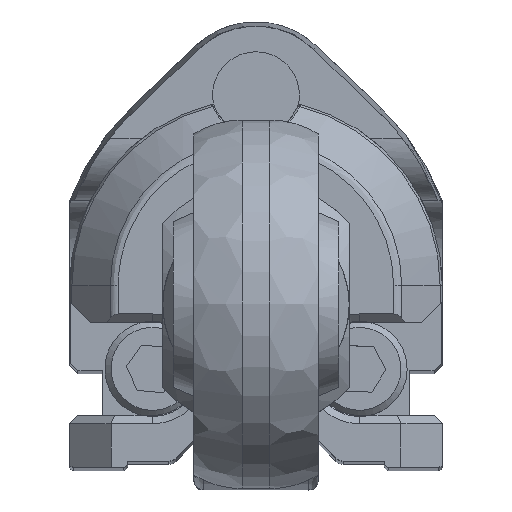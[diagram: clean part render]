
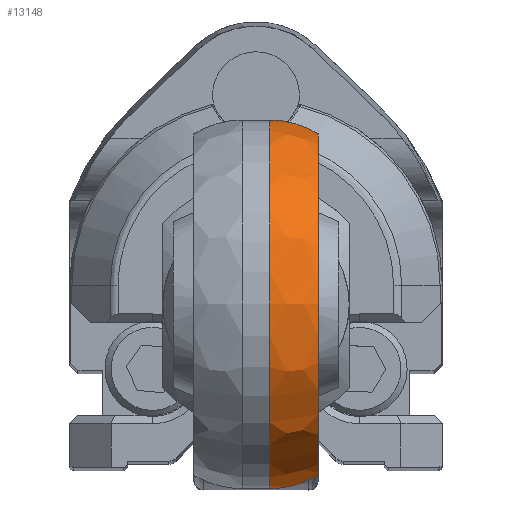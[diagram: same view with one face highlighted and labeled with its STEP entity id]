
A CAD part, top view. The second image highlights one B-rep face of the part: STEP entity #13148.
In plain terms, the highlighted free-form (B-spline) face has degree [3, 3] with [4, 7] control points.
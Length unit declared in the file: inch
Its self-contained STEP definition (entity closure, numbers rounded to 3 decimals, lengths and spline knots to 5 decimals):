
#645 = DIRECTION ( 'NONE',  ( 1., 0., 0. ) ) ;
#659 = DIRECTION ( 'NONE',  ( 0., -1., 0. ) ) ;
#804 = CARTESIAN_POINT ( 'NONE',  ( 0.02608, 0.32167, 3.37304 ) ) ;
#848 = CARTESIAN_POINT ( 'NONE',  ( 0.11811, -0.02872, 3.69765 ) ) ;
#960 = ORIENTED_EDGE ( 'NONE', *, *, #18232, .F. ) ;
#1048 = CARTESIAN_POINT ( 'NONE',  ( 0.02608, -0.23398, 3.72343 ) ) ;
#2366 = DIRECTION ( 'NONE',  ( 0., 0., 1. ) ) ;
#2531 = DIRECTION ( 'NONE',  ( 0.519, 0.854, 0. ) ) ;
#2867 = CARTESIAN_POINT ( 'NONE',  ( 0.02608, 0.32167, 3.37304 ) ) ;
#2976 = CARTESIAN_POINT ( 'NONE',  ( 0.05874, -0.37912, 3.37304 ) ) ;
#3434 = VERTEX_POINT ( 'NONE', #804 ) ;
#3705 = CARTESIAN_POINT ( 'NONE',  ( 0.0902, -0.22882, 3.71462 ) ) ;
#3808 = CARTESIAN_POINT ( 'NONE',  ( 0.05874, 0.17653, 3.72343 ) ) ;
#3815 = CARTESIAN_POINT ( 'NONE',  ( 0.02608, -0.20195, 3.37304 ) ) ;
#3903 = CARTESIAN_POINT ( 'NONE',  ( 0.11811, 0.29589, 3.37304 ) ) ;
#3996 = CARTESIAN_POINT ( 'NONE',  ( 0.11811, 0.16143, 3.69765 ) ) ;
#4047 = ORIENTED_EDGE ( 'NONE', *, *, #15532, .T. ) ;
#5241 = VERTEX_POINT ( 'NONE', #12652 ) ;
#5253 = CARTESIAN_POINT ( 'NONE',  ( 0.0902, -0.02872, 3.71462 ) ) ;
#5350 = CARTESIAN_POINT ( 'NONE',  ( 0.0902, -0.3703, 3.37304 ) ) ;
#5487 = AXIS2_PLACEMENT_3D ( 'NONE', #10305, #7342, #2531 ) ;
#5706 = ORIENTED_EDGE ( 'NONE', *, *, #9783, .T. ) ;
#5760 = VERTEX_POINT ( 'NONE', #12627 ) ;
#5820 = AXIS2_PLACEMENT_3D ( 'NONE', #18928, #645, #16265 ) ;
#6195 = AXIS2_PLACEMENT_3D ( 'NONE', #14968, #13440, #13245 ) ;
#6420 =( BOUNDED_SURFACE ( )  B_SPLINE_SURFACE ( 3, 3, ( 
 ( #3903, #13112, #3996, #848, #11774, #6890, #17987 ),
 ( #6788, #10240, #19235, #5253, #3705, #19330, #5350 ),
 ( #11576, #17796, #3808, #10049, #16271, #15242, #2976 ),
 ( #2867, #13416, #16869, #19622, #1048, #10342, #13815 ) ),
 .UNSPECIFIED., .F., .F., .F. ) 
 B_SPLINE_SURFACE_WITH_KNOTS ( ( 4, 4 ),
 ( 4, 3, 4 ),
 ( 0., 1. ),
 ( 0., 0.5, 1. ),
 .UNSPECIFIED. ) 
 GEOMETRIC_REPRESENTATION_ITEM ( )  RATIONAL_B_SPLINE_SURFACE ( (
 ( 1., 0.805, 0.805, 1., 0.805, 0.805, 1.),
 ( 0.975, 0.785, 0.785, 0.975, 0.785, 0.785, 0.975),
 ( 0.975, 0.785, 0.785, 0.975, 0.785, 0.785, 0.975),
 ( 1., 0.805, 0.805, 1., 0.805, 0.805, 1.) ) ) 
 REPRESENTATION_ITEM ( '' )  SURFACE ( )  );
#6788 = CARTESIAN_POINT ( 'NONE',  ( 0.0902, 0.31286, 3.37304 ) ) ;
#6890 = CARTESIAN_POINT ( 'NONE',  ( 0.11811, -0.35334, 3.56319 ) ) ;
#7097 = EDGE_LOOP ( 'NONE', ( #5706, #960, #11666, #4047 ) ) ;
#7342 = DIRECTION ( 'NONE',  ( 0., 0., -1. ) ) ;
#8058 = CIRCLE ( 'NONE', #13589, 0.17717 ) ;
#8423 = CIRCLE ( 'NONE', #5487, 0.17717 ) ;
#8709 = FACE_OUTER_BOUND ( 'NONE', #7097, .T. ) ;
#9783 = EDGE_CURVE ( 'NONE', #5241, #17354, #18240, .T. ) ;
#10049 = CARTESIAN_POINT ( 'NONE',  ( 0.05874, -0.02872, 3.72343 ) ) ;
#10240 = CARTESIAN_POINT ( 'NONE',  ( 0.0902, 0.31286, 3.57313 ) ) ;
#10305 = CARTESIAN_POINT ( 'NONE',  ( 0.02608, 0.14451, 3.37304 ) ) ;
#10342 = CARTESIAN_POINT ( 'NONE',  ( 0.02608, -0.37912, 3.57829 ) ) ;
#11576 = CARTESIAN_POINT ( 'NONE',  ( 0.05874, 0.32167, 3.37304 ) ) ;
#11666 = ORIENTED_EDGE ( 'NONE', *, *, #19732, .T. ) ;
#11774 = CARTESIAN_POINT ( 'NONE',  ( 0.11811, -0.21888, 3.69765 ) ) ;
#12627 = CARTESIAN_POINT ( 'NONE',  ( 0.02608, -0.37912, 3.37304 ) ) ;
#12652 = CARTESIAN_POINT ( 'NONE',  ( 0.11811, -0.35334, 3.37304 ) ) ;
#13112 = CARTESIAN_POINT ( 'NONE',  ( 0.11811, 0.29589, 3.56319 ) ) ;
#13148 = ADVANCED_FACE ( 'NONE', ( #8709 ), #6420, .T. ) ;
#13245 = DIRECTION ( 'NONE',  ( 0., 0., -1. ) ) ;
#13416 = CARTESIAN_POINT ( 'NONE',  ( 0.02608, 0.32167, 3.57829 ) ) ;
#13440 = DIRECTION ( 'NONE',  ( -1., 0., 0. ) ) ;
#13589 = AXIS2_PLACEMENT_3D ( 'NONE', #3815, #2366, #659 ) ;
#13815 = CARTESIAN_POINT ( 'NONE',  ( 0.02608, -0.37912, 3.37304 ) ) ;
#13852 = CARTESIAN_POINT ( 'NONE',  ( 0.11811, 0.29589, 3.37304 ) ) ;
#14968 = CARTESIAN_POINT ( 'NONE',  ( 0.11811, -0.02872, 3.37304 ) ) ;
#15242 = CARTESIAN_POINT ( 'NONE',  ( 0.05874, -0.37912, 3.57829 ) ) ;
#15532 = EDGE_CURVE ( 'NONE', #5760, #5241, #8058, .T. ) ;
#16265 = DIRECTION ( 'NONE',  ( 0., 0., -1. ) ) ;
#16271 = CARTESIAN_POINT ( 'NONE',  ( 0.05874, -0.23398, 3.72343 ) ) ;
#16869 = CARTESIAN_POINT ( 'NONE',  ( 0.02608, 0.17653, 3.72343 ) ) ;
#17354 = VERTEX_POINT ( 'NONE', #13852 ) ;
#17796 = CARTESIAN_POINT ( 'NONE',  ( 0.05874, 0.32167, 3.57829 ) ) ;
#17987 = CARTESIAN_POINT ( 'NONE',  ( 0.11811, -0.35334, 3.37304 ) ) ;
#18207 = CIRCLE ( 'NONE', #5820, 0.35039 ) ;
#18232 = EDGE_CURVE ( 'NONE', #3434, #17354, #8423, .T. ) ;
#18240 = CIRCLE ( 'NONE', #6195, 0.32461 ) ;
#18928 = CARTESIAN_POINT ( 'NONE',  ( 0.02608, -0.02872, 3.37304 ) ) ;
#19235 = CARTESIAN_POINT ( 'NONE',  ( 0.0902, 0.17137, 3.71462 ) ) ;
#19330 = CARTESIAN_POINT ( 'NONE',  ( 0.0902, -0.3703, 3.57313 ) ) ;
#19622 = CARTESIAN_POINT ( 'NONE',  ( 0.02608, -0.02872, 3.72343 ) ) ;
#19732 = EDGE_CURVE ( 'NONE', #3434, #5760, #18207, .T. ) ;
